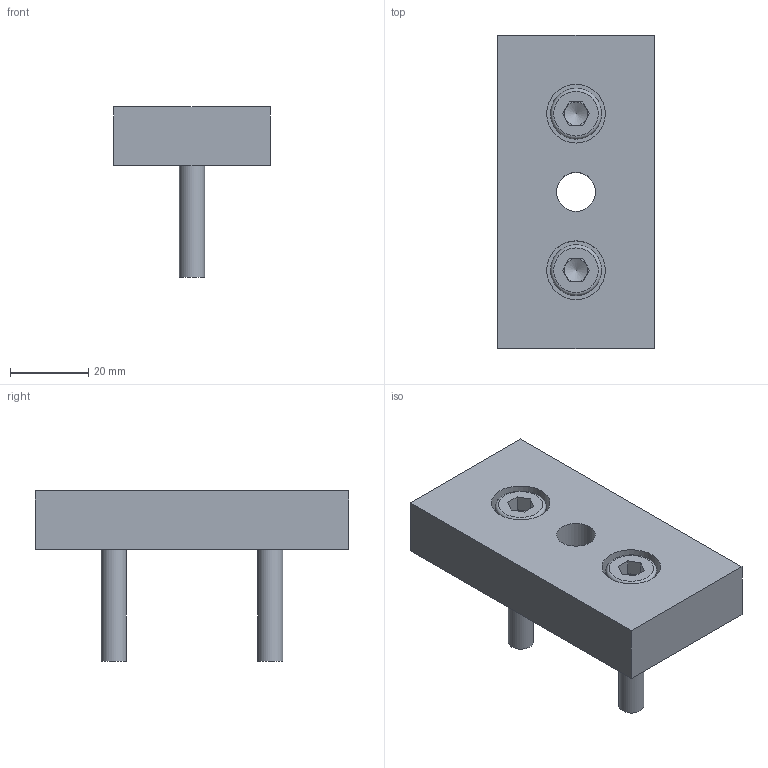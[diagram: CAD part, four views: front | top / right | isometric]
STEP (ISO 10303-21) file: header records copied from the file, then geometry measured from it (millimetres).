
FILE_DESCRIPTION(/* description */ (''),/* implementation_level */ '2;1');
FILE_NAME(/* name */ '146030',/* time_stamp */ '2014-10-06T09:54:06+02:00',/* author */ (''),/* organization */ (''),/* preprocessor_version */ 'ST-DEVELOPER v14',/* originating_system */ 'HiCAD 2013 1802.4 Build 509',/* authorisation */ '');
FILE_SCHEMA (('AUTOMOTIVE_DESIGN { 1 0 10303 214 1 1 1 1 }'));
Length unit declared in the file: millimetre
Products named in the file (4): Root; 146030Voetplaat 40x80 M10BOIKON0; 900160Cil. inbusbout DIN 912 EV M8 x 35BOIKON0
Assembly tree (3 placements, depth 3):
  Root
    146030Voetplaat 40x80 M10BOIKON0
      900160Cil. inbusbout DIN 912 EV M8 x 35BOIKON0
      900160Cil. inbusbout DIN 912 EV M8 x 35BOIKON0
Bounding box: 40 x 80 x 43.5 mm (x, y, z)
Volume: 47225.3 mm3; surface area: 13984.4 mm2
Topology: 3 solids, 3 shells, 55 faces, 128 edges, 84 vertices
Faces by surface type: plane 38, cylinder 11, cone 4, torus 2
Full cylindrical faces by diameter (mm): 6.466 x2, 8 x2, 9 x2, 10 x1, 13 x2, 15 x2
Entity records: 2407 total; most frequent: DIRECTION 254, CARTESIAN_POINT 228, PRESENTATION_STYLE_ASSIGNMENT 195, COLOUR_RGB 194, DRAUGHTING_PRE_DEFINED_CURVE_FONT 192, CURVE_STYLE 192, OVER_RIDING_STYLED_ITEM 192, ORIENTED_EDGE 192
